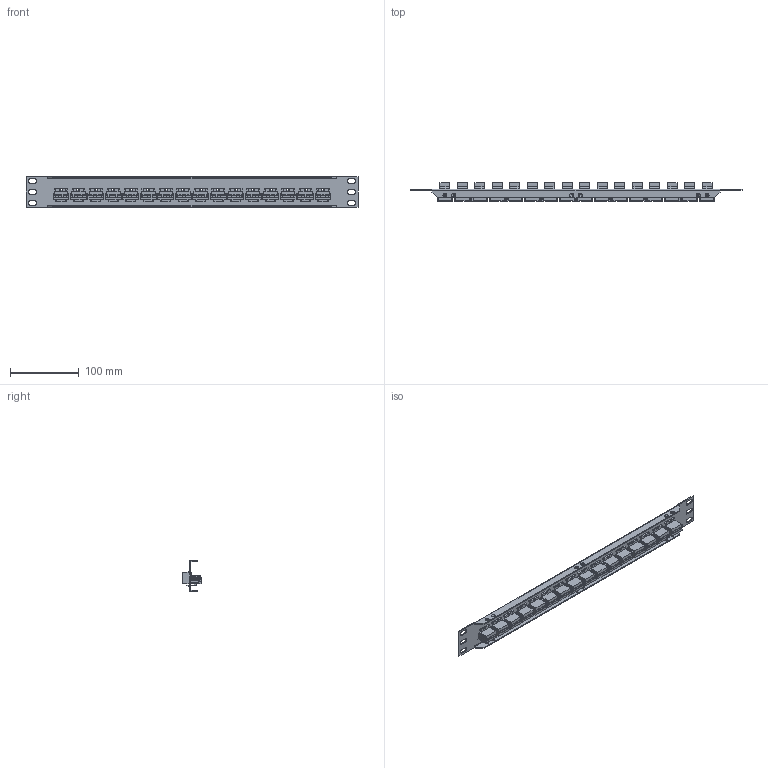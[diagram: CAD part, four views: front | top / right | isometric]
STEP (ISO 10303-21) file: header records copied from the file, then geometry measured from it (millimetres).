
FILE_DESCRIPTION (( 'STEP AP214' ), '1' );
FILE_NAME ('PR175-1608_3D.step', '2025-11-13T17:51:18', ( '' ), ( '' ), 'SwSTEP 2.0', 'SolidWorks 2025', '' );
FILE_SCHEMA (( 'AUTOMOTIVE_DESIGN' ));
Length unit declared in the file: inch
Products named in the file (5): EC1107B-4C-MA2; PR175UJ16B; PR175-1608_3D; EC1107B-8C; EC1107B-8C-MA1
Assembly tree (19 placements, depth 3):
  PR175-1608_3D
    PR175UJ16B
    EC1107B-8C  x16
      EC1107B-8C-MA1
      EC1107B-4C-MA2
Bounding box: 482.6 x 26.2 x 43.94 mm (x, y, z)
Volume: 118682.2 mm3; surface area: 141341.2 mm2
Topology: 33 solids, 33 shells, 7205 faces, 20824 edges, 13568 vertices
Faces by surface type: plane 6181, cylinder 848, bspline 152, cone 24
Entity records: 37084 total; most frequent: CARTESIAN_POINT 12472, ORIENTED_EDGE 5498, DIRECTION 4251, EDGE_CURVE 2749, LINE 2229, VECTOR 2229, VERTEX_POINT 1808, EDGE_LOOP 1103
